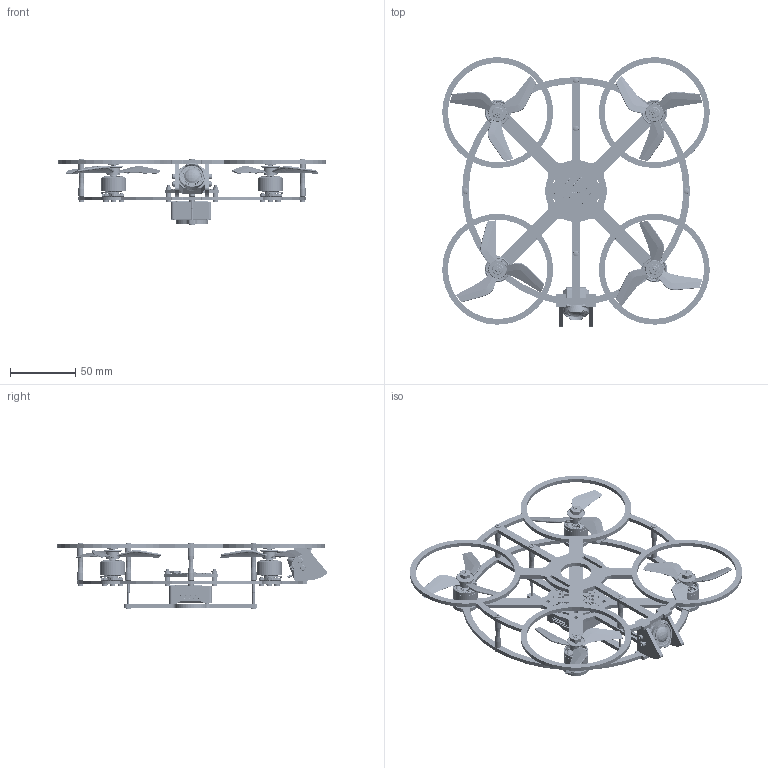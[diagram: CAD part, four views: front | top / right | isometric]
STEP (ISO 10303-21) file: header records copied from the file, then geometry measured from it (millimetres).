
FILE_DESCRIPTION(('FreeCAD Model'),'2;1');
FILE_NAME('Open CASCADE Shape Model','2025-05-02T19:10:14',('FreeCAD'),( 'FreeCAD'),'Open CASCADE STEP processor 7.6','FreeCAD','Unknown');
FILE_SCHEMA(('AUTOMOTIVE_DESIGN { 1 0 10303 214 1 1 1 1 }'));
Products named in the file (1): Open CASCADE STEP translator 7.6 1
Bounding box: 205.17 x 206.78 x 51.35 mm (x, y, z)
Volume: 86797.4 mm3; surface area: 114115.3 mm2
Topology: 285 solids, 285 shells, 9399 faces, 25878 edges, 16709 vertices
Faces by surface type: plane 4147, cylinder 2482, bspline 1682, torus 579, cone 282, sphere 227
Full cylindrical faces by diameter (mm): 0.35 x52, 0.6 x12, 0.92 x14, 1 x4, 1.4 x12, 1.478 x32, 1.5 x6, 1.6 x20, 1.623 x45, 1.678 x30, 1.933 x60, 2 x56, 2.074 x36, 2.6 x2, 2.7 x2, 2.9 x4, 3 x14, 4 x4, 4.234 x4, 4.3 x8, 4.6 x10, 4.8 x36, 5 x4, 8 x8, 10 x4, 12.01 x2, 13.329 x1, 13.8 x1, 14.5 x1, 15 x1
Entity records: 420630 total; most frequent: CARTESIAN_POINT 192631, ORIENTED_EDGE 49892, DIRECTION 44736, EDGE_CURVE 24946, VERTEX_POINT 16346, AXIS2_PLACEMENT_3D 16233, LINE 12270, VECTOR 12270
